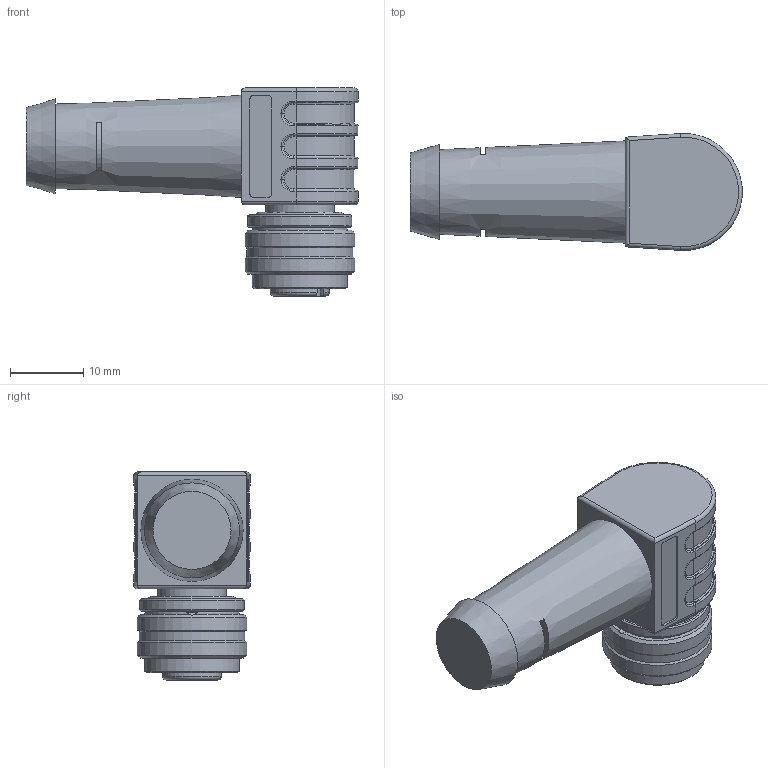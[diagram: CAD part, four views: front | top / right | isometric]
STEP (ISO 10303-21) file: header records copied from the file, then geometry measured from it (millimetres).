
FILE_DESCRIPTION(/* description */ (''),/* implementation_level */ '2;1');
FILE_NAME(/* name */ 'VKA05A21.stp',/* time_stamp */ '2016-10-12T09:26:12+02:00',/* author */ ('mitarbeiter'),/* organization */ (''),/* preprocessor_version */ 'ST-DEVELOPER v15.2',/* originating_system */ 'Autodesk Inventor 2014',/* authorisation */ '');
FILE_SCHEMA (('AUTOMOTIVE_DESIGN { 1 0 10303 214 3 1 1 }'));
Length unit declared in the file: millimetre
Products named in the file (14): Ueberwurfmutter_neues; Rastring; BG_Ueberwurfmutter_AL; Schirmhuelse_M12-Wink; Schirmgehaeuse_M12_D-; Steckbuchse; Buchseneinsatz WAKS8_; BG Buchseneinsatz WAK; Umspritzung_S211_Kzro; Schirmgehaeuse_B M12_; Crimphuelse_M12_D-kod; O-Ring_7_D1_5_gedehnt; AL_WWAKS8_nur_Kopf; VKA05A21
Bounding box: 45.47 x 15.97 x 28.5 mm (x, y, z)
Volume: 9431.3 mm3; surface area: 8685.7 mm2
Topology: 17 solids, 17 shells, 1029 faces, 2568 edges, 1613 vertices
Faces by surface type: cylinder 410, plane 362, bspline 119, torus 77, cone 59, sphere 2
Full cylindrical faces by diameter (mm): 0.475 x1, 0.6 x8, 0.875 x2, 0.9 x8, 1 x8, 1.2 x8, 1.4 x24, 1.475 x8, 1.5 x16, 1.6 x8, 1.8 x8, 2.1 x1, 3.5 x2, 7.95 x1, 8.4 x1, 8.675 x1, 8.725 x1, 8.9 x1, 9.375 x2, 9.5 x1, 9.6 x1, 10.95 x6, 12.3 x1, 12.5 x1, 13 x1, 13.2 x1, 14.25 x1, 14.5 x1, 15 x2
Entity records: 26515 total; most frequent: CARTESIAN_POINT 8141, DIRECTION 4011, ORIENTED_EDGE 3580, EDGE_CURVE 1790, AXIS2_PLACEMENT_3D 1603, VERTEX_POINT 1208, EDGE_LOOP 922, CIRCLE 833
